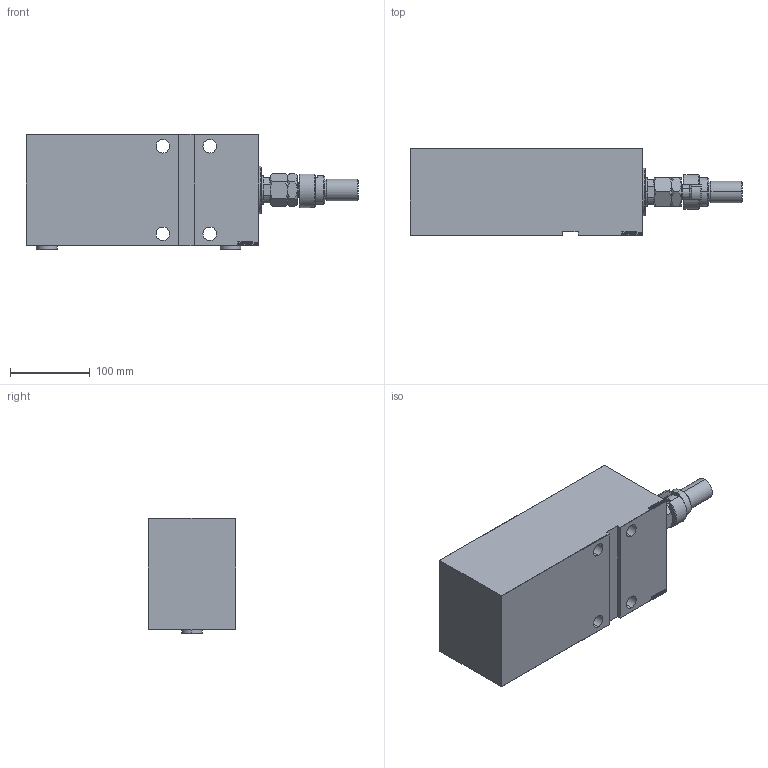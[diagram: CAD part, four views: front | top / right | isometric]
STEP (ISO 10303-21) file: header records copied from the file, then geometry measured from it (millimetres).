
FILE_DESCRIPTION (( 'STEP AP203' ), '1' );
FILE_NAME ('69bb.STEP', '2024-02-12T13:32:30', ( '' ), ( '' ), 'SwSTEP 2.0', 'SolidWorks 2019', '' );
FILE_SCHEMA (( 'CONFIG_CONTROL_DESIGN' ));
Length unit declared in the file: millimetre
Products named in the file (8): FEMALE_PART_FOR_DFA 2599220ffa0dfa345dd56338bc6cbff9; V450CM_G_VCP 2599220ffa0dfa345dd56338bc6cbff9; 69bb; V450CM_G_Body 2599220ffa0dfa345dd56338bc6cbff9; MFA 2599220ffa0dfa345dd56338bc6cbff9; DFA 2599220ffa0dfa345dd56338bc6cbff9; Zatka_OIL_PORT 2599220ffa0dfa345dd56338bc6cbff9; V450CM_VC_G 2599220ffa0dfa345dd56338bc6cbff9
Assembly tree (8 placements, depth 3):
  69bb
    V450CM_G_Body 2599220ffa0dfa345dd56338bc6cbff9
    V450CM_G_VCP 2599220ffa0dfa345dd56338bc6cbff9
    V450CM_VC_G 2599220ffa0dfa345dd56338bc6cbff9
    DFA 2599220ffa0dfa345dd56338bc6cbff9
      FEMALE_PART_FOR_DFA 2599220ffa0dfa345dd56338bc6cbff9
      MFA 2599220ffa0dfa345dd56338bc6cbff9
    Zatka_OIL_PORT 2599220ffa0dfa345dd56338bc6cbff9  x2
Bounding box: 417.5 x 110 x 144.9 mm (x, y, z)
Volume: 3625566.7 mm3; surface area: 367055.8 mm2
Topology: 7 solids, 7 shells, 981 faces, 2464 edges, 1613 vertices
Faces by surface type: plane 470, bspline 380, cylinder 69, cone 58, torus 4
Entity records: 46668 total; most frequent: CARTESIAN_POINT 25247, ORIENTED_EDGE 4844, DIRECTION 2984, EDGE_CURVE 2422, VERTEX_POINT 1589, LINE 1404, VECTOR 1404, EDGE_LOOP 1089
